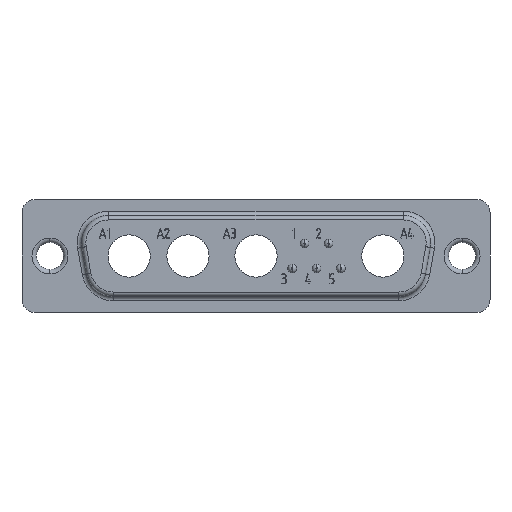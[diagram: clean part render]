
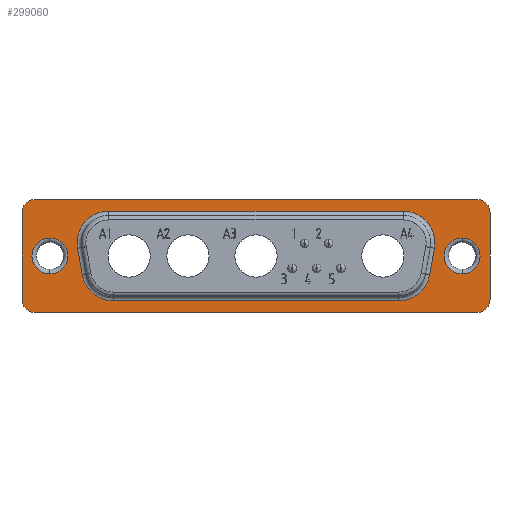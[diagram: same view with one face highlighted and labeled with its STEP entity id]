
A CAD part, front view. The second image highlights one B-rep face of the part: STEP entity #299060.
In plain terms, the highlighted face is planar.
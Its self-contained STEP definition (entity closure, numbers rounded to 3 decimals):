
#700=CARTESIAN_POINT('',(-220.901,214.697,0.66));
#710=DIRECTION('',(0.,0.,1.));
#720=DIRECTION('',(1.,0.,0.));
#730=AXIS2_PLACEMENT_3D('',#700,#710,#720);
#740=CIRCLE('',#730,1.5);
#750=CARTESIAN_POINT('',(-220.901,216.197,0.66));
#760=VERTEX_POINT('',#750);
#770=CARTESIAN_POINT('',(-222.401,214.697,0.66));
#780=VERTEX_POINT('',#770);
#790=EDGE_CURVE('',#760,#780,#740,.T.);
#4210=CARTESIAN_POINT('',(-220.901,162.777,0.66));
#4220=VERTEX_POINT('',#4210);
#4250=CARTESIAN_POINT('',(-194.125,162.777,0.66
));
#4260=DIRECTION('',(1.,0.,0.));
#4270=VECTOR('',#4260,1.);
#4280=LINE('',#4250,#4270);
#4290=CARTESIAN_POINT('',(-210.971,162.777,0.66));
#4300=VERTEX_POINT('',#4290);
#4310=EDGE_CURVE('',#4220,#4300,#4280,.T.);
#6880=CARTESIAN_POINT('',(-210.971,216.197,0.66));
#6890=VERTEX_POINT('',#6880);
#6920=CARTESIAN_POINT('',(-194.125,216.197,0.66
));
#6930=DIRECTION('',(-1.,0.,0.));
#6940=VECTOR('',#6930,1.);
#6950=LINE('',#6920,#6940);
#6960=EDGE_CURVE('',#6890,#760,#6950,.T.);
#8650=CARTESIAN_POINT('',(-209.471,214.697,0.66));
#8660=VERTEX_POINT('',#8650);
#8690=CARTESIAN_POINT('',(-210.971,214.697,0.66));
#8700=DIRECTION('',(0.,0.,-1.));
#8710=DIRECTION('',(-1.,0.,0.));
#8720=AXIS2_PLACEMENT_3D('',#8690,#8700,#8710);
#8730=CIRCLE('',#8720,1.5);
#8740=EDGE_CURVE('',#6890,#8660,#8730,.T.);
#9670=CARTESIAN_POINT('',(-215.046,209.853,
0.66));
#9680=VERTEX_POINT('',#9670);
#9770=CARTESIAN_POINT('',(-218.076,209.318,
0.66));
#9780=VERTEX_POINT('',#9770);
#9810=CARTESIAN_POINT('',(-194.125,213.541,
0.66));
#9820=DIRECTION('',(-0.985,-0.174,
0.));
#9830=VECTOR('',#9820,1.);
#9840=LINE('',#9810,#9830);
#9850=EDGE_CURVE('',#9680,#9780,#9840,.T.);
#10070=CARTESIAN_POINT('',(-221.051,205.773,
0.66));
#10080=VERTEX_POINT('',#10070);
#10110=CARTESIAN_POINT('',(-217.451,205.773,
0.66));
#10120=DIRECTION('',(0.,0.,-1.));
#10130=DIRECTION('',(0.,-1.,0.));
#10140=AXIS2_PLACEMENT_3D('',#10110,#10120,#10130);
#10150=CIRCLE('',#10140,3.6);
#10160=EDGE_CURVE('',#10080,#9780,#10150,.T.);
#38200=CARTESIAN_POINT('',(-210.971,164.277,0.66));
#38210=DIRECTION('',(0.,0.,1.));
#38220=DIRECTION('',(0.,1.,0.));
#38230=AXIS2_PLACEMENT_3D('',#38200,#38210,#38220);
#38240=CIRCLE('',#38230,1.5);
#38250=CARTESIAN_POINT('',(-209.471,164.277,0.66));
#38260=VERTEX_POINT('',#38250);
#38270=EDGE_CURVE('',#4300,#38260,#38240,.T.);
#40850=CARTESIAN_POINT('',(-214.421,206.307,0.66));
#40860=DIRECTION('',(0.,0.,1.));
#40870=DIRECTION('',(0.,1.,0.));
#40880=AXIS2_PLACEMENT_3D('',#40850,#40860,#40870);
#40890=CIRCLE('',#40880,3.6);
#40900=CARTESIAN_POINT('',(-210.821,206.307,0.66));
#40910=VERTEX_POINT('',#40900);
#40920=EDGE_CURVE('',#40910,#9680,#40890,.T.);
#41630=CARTESIAN_POINT('',(-222.401,153.166,
0.66));
#41640=DIRECTION('',(0.,1.,0.));
#41650=VECTOR('',#41640,1.);
#41660=LINE('',#41630,#41650);
#41670=CARTESIAN_POINT('',(-222.401,164.277,0.66));
#41680=VERTEX_POINT('',#41670);
#41690=EDGE_CURVE('',#41680,#780,#41660,.T.);
#42910=CARTESIAN_POINT('',(-210.821,172.667,0.66));
#42920=VERTEX_POINT('',#42910);
#42950=CARTESIAN_POINT('',(-214.421,172.667,0.66));
#42960=DIRECTION('',(0.,0.,1.));
#42970=DIRECTION('',(0.,1.,0.));
#42980=AXIS2_PLACEMENT_3D('',#42950,#42960,#42970);
#42990=CIRCLE('',#42980,3.6);
#43000=CARTESIAN_POINT('',(-215.046,169.122,
0.66));
#43010=VERTEX_POINT('',#43000);
#43020=EDGE_CURVE('',#43010,#42920,#42990,.T.);
#46760=CARTESIAN_POINT('',(-209.471,153.166,
0.66));
#46770=DIRECTION('',(0.,-1.,0.));
#46780=VECTOR('',#46770,1.);
#46790=LINE('',#46760,#46780);
#46800=EDGE_CURVE('',#8660,#38260,#46790,.T.);
#47010=CARTESIAN_POINT('',(-220.901,164.277,0.66));
#47020=DIRECTION('',(0.,0.,-1.));
#47030=DIRECTION('',(0.,-1.,0.));
#47040=AXIS2_PLACEMENT_3D('',#47010,#47020,#47030);
#47050=CIRCLE('',#47040,1.5);
#47060=EDGE_CURVE('',#4220,#41680,#47050,.T.);
#47290=CARTESIAN_POINT('',(-218.076,169.656,
0.66));
#47300=VERTEX_POINT('',#47290);
#47350=CARTESIAN_POINT('',(-194.125,165.433,
0.66));
#47360=DIRECTION('',(0.985,-0.174,
0.));
#47370=VECTOR('',#47360,1.);
#47380=LINE('',#47350,#47370);
#47390=EDGE_CURVE('',#47300,#43010,#47380,.T.);
#49170=CARTESIAN_POINT('',(-210.821,175.246,
0.66));
#49180=DIRECTION('',(0.,-1.,0.));
#49190=VECTOR('',#49180,1.);
#49200=LINE('',#49170,#49190);
#49210=EDGE_CURVE('',#40910,#42920,#49200,.T.);
#49390=CARTESIAN_POINT('',(-217.451,173.202,
0.66));
#49400=DIRECTION('',(0.,0.,1.));
#49410=DIRECTION('',(0.,1.,0.));
#49420=AXIS2_PLACEMENT_3D('',#49390,#49400,#49410);
#49430=CIRCLE('',#49420,3.6);
#49440=CARTESIAN_POINT('',(-221.051,173.202,
0.66));
#49450=VERTEX_POINT('',#49440);
#49460=EDGE_CURVE('',#49450,#47300,#49430,.T.);
#49740=CARTESIAN_POINT('',(-221.051,175.246,
0.66));
#49750=DIRECTION('',(0.,1.,0.));
#49760=VECTOR('',#49750,1.);
#49770=LINE('',#49740,#49760);
#49780=EDGE_CURVE('',#49450,#10080,#49770,.T.);
#298510=CARTESIAN_POINT('',(-213.317,219.428,
0.66));
#298520=DIRECTION('',(0.,0.,-1.));
#298530=DIRECTION('',(1.,0.,0.));
#298540=AXIS2_PLACEMENT_3D('',#298510,#298520,#298530);
#298550=PLANE('',#298540);
#298560=CARTESIAN_POINT('',(-215.936,213.007,0.66));
#298570=DIRECTION('',(0.,0.,1.));
#298580=DIRECTION('',(1.,0.,0.));
#298590=AXIS2_PLACEMENT_3D('',#298560,#298570,#298580);
#298600=CIRCLE('',#298590,2.05);
#298610=CARTESIAN_POINT('',(-217.986,213.007,0.66));
#298620=VERTEX_POINT('',#298610);
#298630=CARTESIAN_POINT('',(-213.886,213.007,0.66));
#298640=VERTEX_POINT('',#298630);
#298650=EDGE_CURVE('',#298620,#298640,#298600,.T.);
#298660=ORIENTED_EDGE('',*,*,#298650,.F.);
#298670=EDGE_CURVE('',#298640,#298620,#298600,.T.);
#298680=ORIENTED_EDGE('',*,*,#298670,.F.);
#298690=EDGE_LOOP('',(#298680,#298660));
#298700=FACE_BOUND('',#298690,.T.);
#298710=CARTESIAN_POINT('',(-215.936,165.967,
0.66));
#298720=DIRECTION('',(0.,0.,1.));
#298730=DIRECTION('',(1.,0.,0.));
#298740=AXIS2_PLACEMENT_3D('',#298710,#298720,#298730);
#298750=CIRCLE('',#298740,2.05);
#298760=CARTESIAN_POINT('',(-217.986,165.967,
0.66));
#298770=VERTEX_POINT('',#298760);
#298780=CARTESIAN_POINT('',(-213.886,165.967,
0.66));
#298790=VERTEX_POINT('',#298780);
#298800=EDGE_CURVE('',#298770,#298790,#298750,.T.);
#298810=ORIENTED_EDGE('',*,*,#298800,.F.);
#298820=EDGE_CURVE('',#298790,#298770,#298750,.T.);
#298830=ORIENTED_EDGE('',*,*,#298820,.F.);
#298840=EDGE_LOOP('',(#298830,#298810));
#298850=FACE_BOUND('',#298840,.T.);
#298860=ORIENTED_EDGE('',*,*,#10160,.T.);
#298870=ORIENTED_EDGE('',*,*,#49780,.T.);
#298880=ORIENTED_EDGE('',*,*,#49460,.F.);
#298890=ORIENTED_EDGE('',*,*,#47390,.F.);
#298900=ORIENTED_EDGE('',*,*,#43020,.F.);
#298910=ORIENTED_EDGE('',*,*,#49210,.T.);
#298920=ORIENTED_EDGE('',*,*,#40920,.F.);
#298930=ORIENTED_EDGE('',*,*,#9850,.F.);
#298940=EDGE_LOOP('',(#298930,#298920,#298910,#298900,#298890,#298880,
#298870,#298860));
#298950=FACE_BOUND('',#298940,.T.);
#298960=ORIENTED_EDGE('',*,*,#38270,.T.);
#298970=ORIENTED_EDGE('',*,*,#4310,.T.);
#298980=ORIENTED_EDGE('',*,*,#47060,.F.);
#298990=ORIENTED_EDGE('',*,*,#41690,.F.);
#299000=ORIENTED_EDGE('',*,*,#790,.T.);
#299010=ORIENTED_EDGE('',*,*,#6960,.T.);
#299020=ORIENTED_EDGE('',*,*,#8740,.F.);
#299030=ORIENTED_EDGE('',*,*,#46800,.F.);
#299040=EDGE_LOOP('',(#299030,#299020,#299010,#299000,#298990,#298980,
#298970,#298960));
#299050=FACE_OUTER_BOUND('',#299040,.T.);
#299060=ADVANCED_FACE('',(#298700,#298850,#298950,#299050),#298550,.F.);
